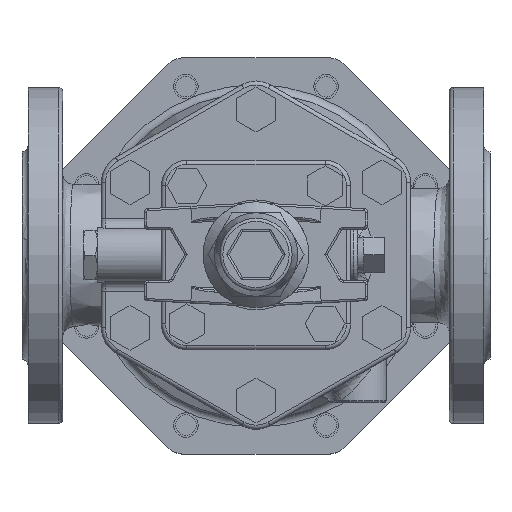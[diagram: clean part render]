
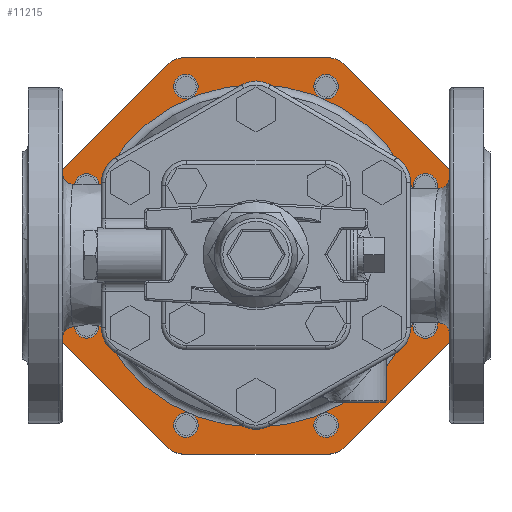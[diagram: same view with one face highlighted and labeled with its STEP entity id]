
A CAD part, top view. The second image highlights one B-rep face of the part: STEP entity #11215.
In plain terms, the highlighted planar face has unit normal (0, 0, 1).
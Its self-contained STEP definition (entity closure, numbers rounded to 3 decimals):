
#689=LINE('',#16434,#1481);
#690=LINE('',#16438,#1482);
#691=LINE('',#16442,#1483);
#692=LINE('',#16446,#1484);
#693=LINE('',#16450,#1485);
#694=LINE('',#16454,#1486);
#695=LINE('',#16458,#1487);
#696=LINE('',#16461,#1488);
#1481=VECTOR('',#13196,68.883);
#1482=VECTOR('',#13199,68.883);
#1483=VECTOR('',#13202,68.883);
#1484=VECTOR('',#13205,68.883);
#1485=VECTOR('',#13208,68.883);
#1486=VECTOR('',#13211,68.883);
#1487=VECTOR('',#13214,68.883);
#1488=VECTOR('',#13217,68.883);
#2273=PLANE('',#11962);
#2616=FACE_BOUND('',#3565,.T.);
#2617=FACE_BOUND('',#3566,.T.);
#2618=FACE_BOUND('',#3567,.T.);
#2619=FACE_BOUND('',#3568,.T.);
#2620=FACE_BOUND('',#3569,.T.);
#2621=FACE_BOUND('',#3570,.T.);
#2622=FACE_BOUND('',#3571,.T.);
#2623=FACE_BOUND('',#3572,.T.);
#2624=FACE_BOUND('',#3573,.T.);
#2824=FACE_OUTER_BOUND('',#3564,.T.);
#3564=EDGE_LOOP('',(#7830,#7831,#7832,#7833,#7834,#7835,#7836,#7837,#7838,
#7839,#7840,#7841,#7842,#7843,#7844,#7845));
#3565=EDGE_LOOP('',(#7846));
#3566=EDGE_LOOP('',(#7847));
#3567=EDGE_LOOP('',(#7848));
#3568=EDGE_LOOP('',(#7849));
#3569=EDGE_LOOP('',(#7850));
#3570=EDGE_LOOP('',(#7851));
#3571=EDGE_LOOP('',(#7852));
#3572=EDGE_LOOP('',(#7853));
#3573=EDGE_LOOP('',(#7854));
#4507=CIRCLE('',#11959,84.123);
#4509=CIRCLE('',#11963,14.351);
#4510=CIRCLE('',#11964,14.351);
#4511=CIRCLE('',#11965,14.351);
#4512=CIRCLE('',#11966,14.351);
#4513=CIRCLE('',#11967,14.351);
#4514=CIRCLE('',#11968,14.351);
#4515=CIRCLE('',#11969,14.351);
#4516=CIRCLE('',#11970,14.351);
#4517=CIRCLE('',#11971,5.053);
#4518=CIRCLE('',#11972,5.053);
#4519=CIRCLE('',#11973,5.053);
#4520=CIRCLE('',#11974,5.053);
#4521=CIRCLE('',#11975,5.053);
#4522=CIRCLE('',#11976,5.053);
#4523=CIRCLE('',#11977,5.053);
#4524=CIRCLE('',#11978,5.053);
#5063=VERTEX_POINT('',#16424);
#5065=VERTEX_POINT('',#16430);
#5066=VERTEX_POINT('',#16431);
#5067=VERTEX_POINT('',#16433);
#5068=VERTEX_POINT('',#16435);
#5069=VERTEX_POINT('',#16437);
#5070=VERTEX_POINT('',#16439);
#5071=VERTEX_POINT('',#16441);
#5072=VERTEX_POINT('',#16443);
#5073=VERTEX_POINT('',#16445);
#5074=VERTEX_POINT('',#16447);
#5075=VERTEX_POINT('',#16449);
#5076=VERTEX_POINT('',#16451);
#5077=VERTEX_POINT('',#16453);
#5078=VERTEX_POINT('',#16455);
#5079=VERTEX_POINT('',#16457);
#5080=VERTEX_POINT('',#16459);
#5081=VERTEX_POINT('',#16462);
#5082=VERTEX_POINT('',#16464);
#5083=VERTEX_POINT('',#16466);
#5084=VERTEX_POINT('',#16468);
#5085=VERTEX_POINT('',#16470);
#5086=VERTEX_POINT('',#16472);
#5087=VERTEX_POINT('',#16474);
#5088=VERTEX_POINT('',#16476);
#6159=EDGE_CURVE('',#5063,#5063,#4507,.T.);
#6161=EDGE_CURVE('',#5065,#5066,#4509,.T.);
#6162=EDGE_CURVE('',#5066,#5067,#689,.T.);
#6163=EDGE_CURVE('',#5067,#5068,#4510,.T.);
#6164=EDGE_CURVE('',#5068,#5069,#690,.T.);
#6165=EDGE_CURVE('',#5069,#5070,#4511,.T.);
#6166=EDGE_CURVE('',#5070,#5071,#691,.T.);
#6167=EDGE_CURVE('',#5071,#5072,#4512,.T.);
#6168=EDGE_CURVE('',#5072,#5073,#692,.T.);
#6169=EDGE_CURVE('',#5073,#5074,#4513,.T.);
#6170=EDGE_CURVE('',#5074,#5075,#693,.T.);
#6171=EDGE_CURVE('',#5075,#5076,#4514,.T.);
#6172=EDGE_CURVE('',#5076,#5077,#694,.T.);
#6173=EDGE_CURVE('',#5077,#5078,#4515,.T.);
#6174=EDGE_CURVE('',#5078,#5079,#695,.T.);
#6175=EDGE_CURVE('',#5079,#5080,#4516,.T.);
#6176=EDGE_CURVE('',#5080,#5065,#696,.T.);
#6177=EDGE_CURVE('',#5081,#5081,#4517,.T.);
#6178=EDGE_CURVE('',#5082,#5082,#4518,.T.);
#6179=EDGE_CURVE('',#5083,#5083,#4519,.T.);
#6180=EDGE_CURVE('',#5084,#5084,#4520,.T.);
#6181=EDGE_CURVE('',#5085,#5085,#4521,.T.);
#6182=EDGE_CURVE('',#5086,#5086,#4522,.T.);
#6183=EDGE_CURVE('',#5087,#5087,#4523,.T.);
#6184=EDGE_CURVE('',#5088,#5088,#4524,.T.);
#7830=ORIENTED_EDGE('',*,*,#6161,.T.);
#7831=ORIENTED_EDGE('',*,*,#6162,.T.);
#7832=ORIENTED_EDGE('',*,*,#6163,.T.);
#7833=ORIENTED_EDGE('',*,*,#6164,.T.);
#7834=ORIENTED_EDGE('',*,*,#6165,.T.);
#7835=ORIENTED_EDGE('',*,*,#6166,.T.);
#7836=ORIENTED_EDGE('',*,*,#6167,.T.);
#7837=ORIENTED_EDGE('',*,*,#6168,.T.);
#7838=ORIENTED_EDGE('',*,*,#6169,.T.);
#7839=ORIENTED_EDGE('',*,*,#6170,.T.);
#7840=ORIENTED_EDGE('',*,*,#6171,.T.);
#7841=ORIENTED_EDGE('',*,*,#6172,.T.);
#7842=ORIENTED_EDGE('',*,*,#6173,.T.);
#7843=ORIENTED_EDGE('',*,*,#6174,.T.);
#7844=ORIENTED_EDGE('',*,*,#6175,.T.);
#7845=ORIENTED_EDGE('',*,*,#6176,.T.);
#7846=ORIENTED_EDGE('',*,*,#6177,.T.);
#7847=ORIENTED_EDGE('',*,*,#6178,.T.);
#7848=ORIENTED_EDGE('',*,*,#6179,.T.);
#7849=ORIENTED_EDGE('',*,*,#6180,.T.);
#7850=ORIENTED_EDGE('',*,*,#6181,.T.);
#7851=ORIENTED_EDGE('',*,*,#6182,.T.);
#7852=ORIENTED_EDGE('',*,*,#6183,.T.);
#7853=ORIENTED_EDGE('',*,*,#6184,.T.);
#7854=ORIENTED_EDGE('',*,*,#6159,.F.);
#11215=ADVANCED_FACE('',(#2824,#2616,#2617,#2618,#2619,#2620,#2621,#2622,
#2623,#2624),#2273,.T.);
#11959=AXIS2_PLACEMENT_3D('',#16425,#13186,#13187);
#11962=AXIS2_PLACEMENT_3D('',#16429,#13192,#13193);
#11963=AXIS2_PLACEMENT_3D('',#16432,#13194,#13195);
#11964=AXIS2_PLACEMENT_3D('',#16436,#13197,#13198);
#11965=AXIS2_PLACEMENT_3D('',#16440,#13200,#13201);
#11966=AXIS2_PLACEMENT_3D('',#16444,#13203,#13204);
#11967=AXIS2_PLACEMENT_3D('',#16448,#13206,#13207);
#11968=AXIS2_PLACEMENT_3D('',#16452,#13209,#13210);
#11969=AXIS2_PLACEMENT_3D('',#16456,#13212,#13213);
#11970=AXIS2_PLACEMENT_3D('',#16460,#13215,#13216);
#11971=AXIS2_PLACEMENT_3D('',#16463,#13218,#13219);
#11972=AXIS2_PLACEMENT_3D('',#16465,#13220,#13221);
#11973=AXIS2_PLACEMENT_3D('',#16467,#13222,#13223);
#11974=AXIS2_PLACEMENT_3D('',#16469,#13224,#13225);
#11975=AXIS2_PLACEMENT_3D('',#16471,#13226,#13227);
#11976=AXIS2_PLACEMENT_3D('',#16473,#13228,#13229);
#11977=AXIS2_PLACEMENT_3D('',#16475,#13230,#13231);
#11978=AXIS2_PLACEMENT_3D('',#16477,#13232,#13233);
#13186=DIRECTION('center_axis',(0.,0.,1.));
#13187=DIRECTION('ref_axis',(-1.,0.,0.));
#13192=DIRECTION('center_axis',(0.,0.,1.));
#13193=DIRECTION('ref_axis',(1.,0.,0.));
#13194=DIRECTION('center_axis',(0.,0.,1.));
#13195=DIRECTION('ref_axis',(-0.707,0.707,0.));
#13196=DIRECTION('',(-0.707,-0.707,0.));
#13197=DIRECTION('center_axis',(0.,0.,1.));
#13198=DIRECTION('ref_axis',(-1.,0.,0.));
#13199=DIRECTION('',(0.,-1.,0.));
#13200=DIRECTION('center_axis',(0.,0.,1.));
#13201=DIRECTION('ref_axis',(-0.707,-0.707,0.));
#13202=DIRECTION('',(0.707,-0.707,0.));
#13203=DIRECTION('center_axis',(0.,0.,1.));
#13204=DIRECTION('ref_axis',(0.,-1.,0.));
#13205=DIRECTION('',(1.,0.,0.));
#13206=DIRECTION('center_axis',(0.,0.,1.));
#13207=DIRECTION('ref_axis',(0.707,-0.707,0.));
#13208=DIRECTION('',(0.707,0.707,0.));
#13209=DIRECTION('center_axis',(0.,0.,1.));
#13210=DIRECTION('ref_axis',(1.,0.,0.));
#13211=DIRECTION('',(0.,1.,0.));
#13212=DIRECTION('center_axis',(0.,0.,1.));
#13213=DIRECTION('ref_axis',(0.707,0.707,0.));
#13214=DIRECTION('',(-0.707,0.707,0.));
#13215=DIRECTION('center_axis',(0.,0.,1.));
#13216=DIRECTION('ref_axis',(0.,1.,0.));
#13217=DIRECTION('',(-1.,0.,0.));
#13218=DIRECTION('center_axis',(0.,0.,-1.));
#13219=DIRECTION('ref_axis',(1.,0.,0.));
#13220=DIRECTION('center_axis',(0.,0.,-1.));
#13221=DIRECTION('ref_axis',(0.707,0.707,0.));
#13222=DIRECTION('center_axis',(0.,0.,-1.));
#13223=DIRECTION('ref_axis',(0.,1.,0.));
#13224=DIRECTION('center_axis',(0.,0.,-1.));
#13225=DIRECTION('ref_axis',(-0.707,0.707,0.));
#13226=DIRECTION('center_axis',(0.,0.,-1.));
#13227=DIRECTION('ref_axis',(-1.,0.,0.));
#13228=DIRECTION('center_axis',(0.,0.,-1.));
#13229=DIRECTION('ref_axis',(-0.707,-0.707,0.));
#13230=DIRECTION('center_axis',(0.,0.,-1.));
#13231=DIRECTION('ref_axis',(0.,-1.,0.));
#13232=DIRECTION('center_axis',(0.,0.,-1.));
#13233=DIRECTION('ref_axis',(0.707,-0.707,0.));
#16424=CARTESIAN_POINT('',(84.123,0.,-104.));
#16425=CARTESIAN_POINT('Origin',(0.,0.,-104.));
#16429=CARTESIAN_POINT('Origin',(0.,0.,-104.));
#16430=CARTESIAN_POINT('',(-34.442,97.5,-104.));
#16431=CARTESIAN_POINT('',(-44.589,93.297,-104.));
#16432=CARTESIAN_POINT('Origin',(-34.442,83.149,-104.));
#16433=CARTESIAN_POINT('',(-93.297,44.589,-104.));
#16434=CARTESIAN_POINT('',(-97.5,40.386,-104.));
#16435=CARTESIAN_POINT('',(-97.5,34.442,-104.));
#16436=CARTESIAN_POINT('Origin',(-83.149,34.442,-104.));
#16437=CARTESIAN_POINT('',(-97.5,-34.442,-104.));
#16438=CARTESIAN_POINT('',(-97.5,-40.386,-104.));
#16439=CARTESIAN_POINT('',(-93.297,-44.589,-104.));
#16440=CARTESIAN_POINT('Origin',(-83.149,-34.442,-104.));
#16441=CARTESIAN_POINT('',(-44.589,-93.297,-104.));
#16442=CARTESIAN_POINT('',(-40.386,-97.5,-104.));
#16443=CARTESIAN_POINT('',(-34.442,-97.5,-104.));
#16444=CARTESIAN_POINT('Origin',(-34.442,-83.149,-104.));
#16445=CARTESIAN_POINT('',(34.442,-97.5,-104.));
#16446=CARTESIAN_POINT('',(40.386,-97.5,-104.));
#16447=CARTESIAN_POINT('',(44.589,-93.297,-104.));
#16448=CARTESIAN_POINT('Origin',(34.442,-83.149,-104.));
#16449=CARTESIAN_POINT('',(93.297,-44.589,-104.));
#16450=CARTESIAN_POINT('',(97.5,-40.386,-104.));
#16451=CARTESIAN_POINT('',(97.5,-34.442,-104.));
#16452=CARTESIAN_POINT('Origin',(83.149,-34.442,-104.));
#16453=CARTESIAN_POINT('',(97.5,34.442,-104.));
#16454=CARTESIAN_POINT('',(97.5,40.386,-104.));
#16455=CARTESIAN_POINT('',(93.297,44.589,-104.));
#16456=CARTESIAN_POINT('Origin',(83.149,34.442,-104.));
#16457=CARTESIAN_POINT('',(44.589,93.297,-104.));
#16458=CARTESIAN_POINT('',(40.386,97.5,-104.));
#16459=CARTESIAN_POINT('',(34.442,97.5,-104.));
#16460=CARTESIAN_POINT('Origin',(34.442,83.149,-104.));
#16461=CARTESIAN_POINT('',(-40.386,97.5,-104.));
#16462=CARTESIAN_POINT('',(39.495,83.149,-104.));
#16463=CARTESIAN_POINT('Origin',(34.442,83.149,-104.));
#16464=CARTESIAN_POINT('',(-30.868,86.722,-104.));
#16465=CARTESIAN_POINT('Origin',(-34.442,83.149,-104.));
#16466=CARTESIAN_POINT('',(-83.149,39.495,-104.));
#16467=CARTESIAN_POINT('Origin',(-83.149,34.442,-104.));
#16468=CARTESIAN_POINT('',(-86.722,-30.868,-104.));
#16469=CARTESIAN_POINT('Origin',(-83.149,-34.442,-104.));
#16470=CARTESIAN_POINT('',(-39.495,-83.149,-104.));
#16471=CARTESIAN_POINT('Origin',(-34.442,-83.149,-104.));
#16472=CARTESIAN_POINT('',(30.868,-86.722,-104.));
#16473=CARTESIAN_POINT('Origin',(34.442,-83.149,-104.));
#16474=CARTESIAN_POINT('',(83.149,-39.495,-104.));
#16475=CARTESIAN_POINT('Origin',(83.149,-34.442,-104.));
#16476=CARTESIAN_POINT('',(86.722,30.868,-104.));
#16477=CARTESIAN_POINT('Origin',(83.149,34.442,-104.));
